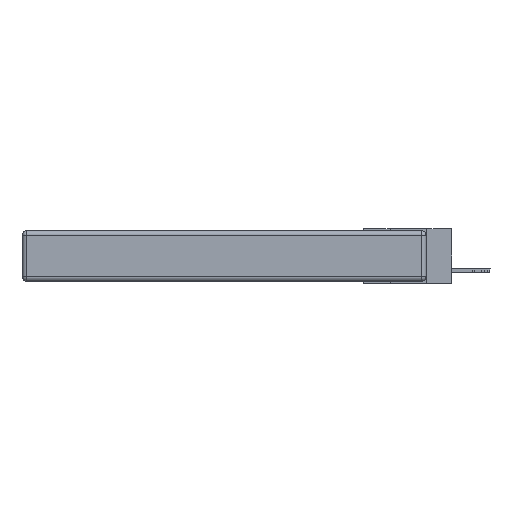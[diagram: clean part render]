
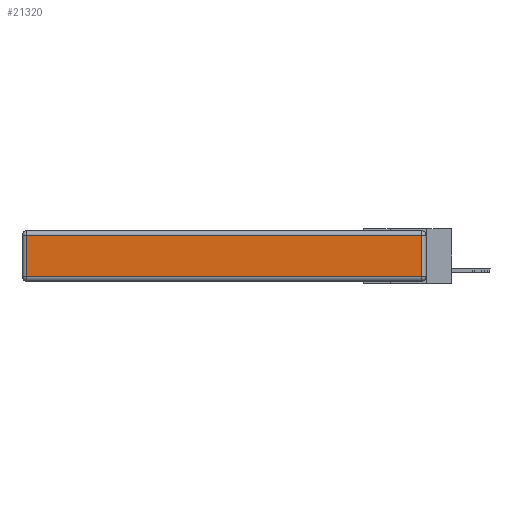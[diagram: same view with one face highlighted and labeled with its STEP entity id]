
A CAD part, left-side view. The second image highlights one B-rep face of the part: STEP entity #21320.
In plain terms, the highlighted planar face has unit normal (-1, 0, 0).
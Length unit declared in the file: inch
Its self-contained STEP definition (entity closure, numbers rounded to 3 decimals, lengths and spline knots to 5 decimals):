
#321 = CARTESIAN_POINT ( 'NONE',  ( 0., 0.03, -0.03 ) ) ;
#684 = DIRECTION ( 'NONE',  ( 0., 0., 1. ) ) ;
#815 = CARTESIAN_POINT ( 'NONE',  ( 0., 2.72, -0.03 ) ) ;
#899 = LINE ( 'NONE', #8084, #33565 ) ;
#1107 = DIRECTION ( 'NONE',  ( -1., 0., 0. ) ) ;
#1388 = ORIENTED_EDGE ( 'NONE', *, *, #5403, .T. ) ;
#3435 = FACE_OUTER_BOUND ( 'NONE', #9993, .T. ) ;
#3696 = PLANE ( 'NONE',  #25884 ) ;
#4217 = VERTEX_POINT ( 'NONE', #321 ) ;
#5403 = EDGE_CURVE ( 'NONE', #24448, #5560, #18197, .T. ) ;
#5560 = VERTEX_POINT ( 'NONE', #25024 ) ;
#7384 = VECTOR ( 'NONE', #10466, 39.37008 ) ;
#8084 = CARTESIAN_POINT ( 'NONE',  ( 0., 2.72, -0.343 ) ) ;
#9993 = EDGE_LOOP ( 'NONE', ( #1388, #16786, #22214, #20524 ) ) ;
#10049 = VERTEX_POINT ( 'NONE', #815 ) ;
#10466 = DIRECTION ( 'NONE',  ( 0., -1., 0. ) ) ;
#11117 = DIRECTION ( 'NONE',  ( 0., 0., 1. ) ) ;
#11831 = LINE ( 'NONE', #27434, #31442 ) ;
#13347 = CARTESIAN_POINT ( 'NONE',  ( 0., 0., -0.313 ) ) ;
#16786 = ORIENTED_EDGE ( 'NONE', *, *, #29494, .T. ) ;
#18197 = LINE ( 'NONE', #13347, #7384 ) ;
#19390 = LINE ( 'NONE', #28391, #24813 ) ;
#20505 = EDGE_CURVE ( 'NONE', #4217, #10049, #19390, .T. ) ;
#20524 = ORIENTED_EDGE ( 'NONE', *, *, #30580, .T. ) ;
#21320 = ADVANCED_FACE ( 'NONE', ( #3435 ), #3696, .T. ) ;
#21583 = DIRECTION ( 'NONE',  ( 0., 1., 0. ) ) ;
#22214 = ORIENTED_EDGE ( 'NONE', *, *, #20505, .T. ) ;
#22376 = CARTESIAN_POINT ( 'NONE',  ( 0., 0., -0.343 ) ) ;
#24448 = VERTEX_POINT ( 'NONE', #28733 ) ;
#24813 = VECTOR ( 'NONE', #21583, 39.37008 ) ;
#25024 = CARTESIAN_POINT ( 'NONE',  ( 0., 0.03, -0.313 ) ) ;
#25884 = AXIS2_PLACEMENT_3D ( 'NONE', #22376, #1107, #684 ) ;
#27434 = CARTESIAN_POINT ( 'NONE',  ( 0., 0.03, -0.343 ) ) ;
#28391 = CARTESIAN_POINT ( 'NONE',  ( 0., 2.75, -0.03 ) ) ;
#28733 = CARTESIAN_POINT ( 'NONE',  ( 0., 2.72, -0.313 ) ) ;
#29494 = EDGE_CURVE ( 'NONE', #5560, #4217, #11831, .T. ) ;
#30580 = EDGE_CURVE ( 'NONE', #10049, #24448, #899, .T. ) ;
#31442 = VECTOR ( 'NONE', #11117, 39.37008 ) ;
#31776 = DIRECTION ( 'NONE',  ( 0., 0., -1. ) ) ;
#33565 = VECTOR ( 'NONE', #31776, 39.37008 ) ;
